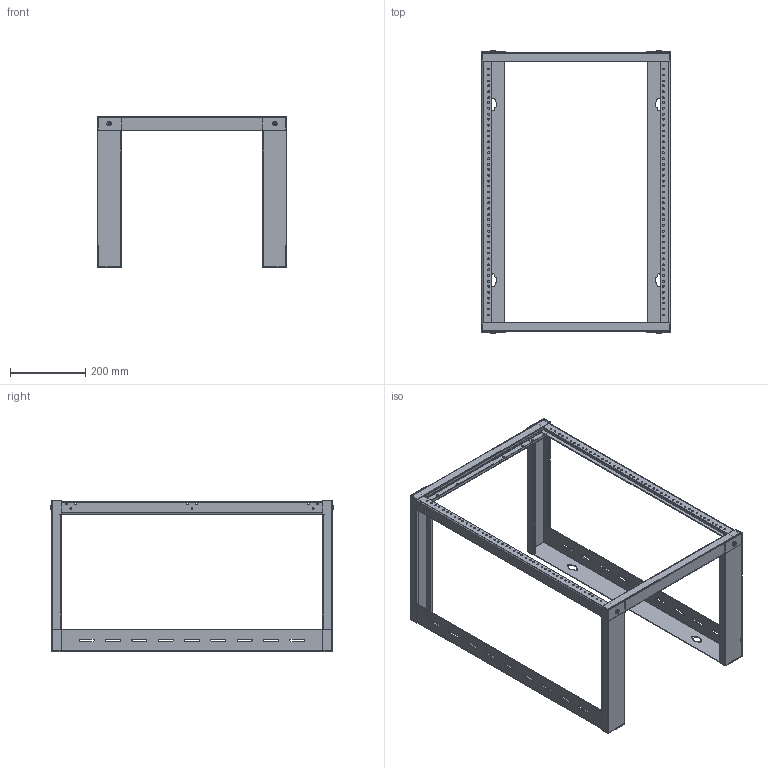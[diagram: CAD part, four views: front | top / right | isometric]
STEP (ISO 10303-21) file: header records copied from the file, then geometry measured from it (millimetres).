
FILE_DESCRIPTION (( 'STEP AP214' ), '1' );
FILE_NAME ('LC-15UWMR15IN-12-24_3D.step', '2023-12-14T14:30:31', ( '' ), ( '' ), 'SwSTEP 2.0', 'SolidWorks 2022', '' );
FILE_SCHEMA (( 'AUTOMOTIVE_DESIGN' ));
Length unit declared in the file: inch
Products named in the file (10): 15U side frame^LC-15UWMR15IN-12-24; hz mbr opp^15U side frame_LC-15UWMR15IN-12-24; LC-15UWMR15IN-12-24_3D; hz mbr 15u^15U front frame_LC-15UWMR15IN-12-24; vt mbr^15U side frame_LC-15UWMR15IN-12-24; M6X16 cheese hd scr 15u^LC-15UWMR15IN-12-24; hz mbr^15U side frame_LC-15UWMR15IN-12-24; M6 pem^15U front frame_LC-15UWMR15IN-12-24; vt mbr 15u^15U front frame_LC-15UWMR15IN-12-24; 15U front frame^LC-15UWMR15IN-12-24
Assembly tree (18 placements, depth 3):
  LC-15UWMR15IN-12-24_3D
    15U front frame^LC-15UWMR15IN-12-24
      hz mbr 15u^15U front frame_LC-15UWMR15IN-12-24  x2
      M6 pem^15U front frame_LC-15UWMR15IN-12-24  x4
      vt mbr 15u^15U front frame_LC-15UWMR15IN-12-24  x2
    15U side frame^LC-15UWMR15IN-12-24  x2
      vt mbr^15U side frame_LC-15UWMR15IN-12-24
      hz mbr^15U side frame_LC-15UWMR15IN-12-24
      hz mbr opp^15U side frame_LC-15UWMR15IN-12-24
    M6X16 cheese hd scr 15u^LC-15UWMR15IN-12-24  x4
Bounding box: 505 x 754.35 x 402 mm (x, y, z)
Volume: 1188171.7 mm3; surface area: 1133620.5 mm2
Topology: 18 solids, 18 shells, 916 faces, 2360 edges, 1488 vertices
Faces by surface type: plane 444, cylinder 440, cone 32
Entity records: 13520 total; most frequent: CARTESIAN_POINT 2361, DIRECTION 2320, ORIENTED_EDGE 2148, EDGE_CURVE 1074, AXIS2_PLACEMENT_3D 859, VERTEX_POINT 676, VECTOR 602, LINE 602
